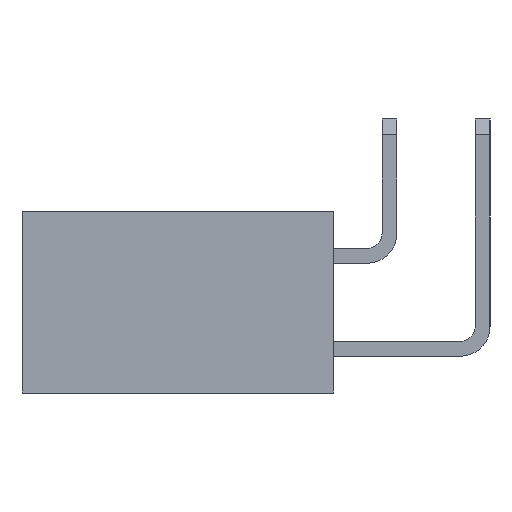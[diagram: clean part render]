
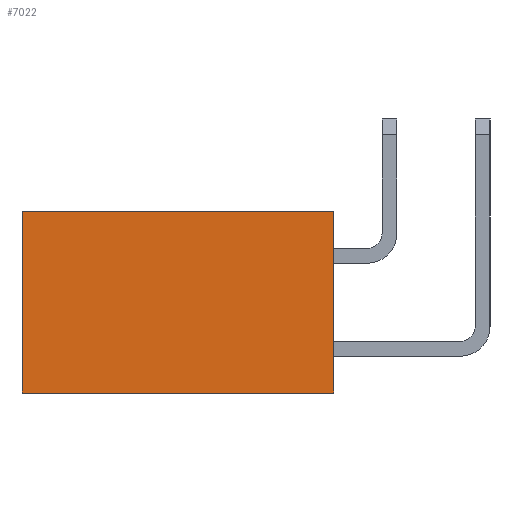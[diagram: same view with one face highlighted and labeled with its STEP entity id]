
A CAD part, left-side view. The second image highlights one B-rep face of the part: STEP entity #7022.
In plain terms, the highlighted planar face has unit normal (-1, 0, 0).
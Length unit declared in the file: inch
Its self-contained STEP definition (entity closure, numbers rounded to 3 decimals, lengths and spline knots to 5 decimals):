
#1827=ORIENTED_EDGE('',*,*,#3060,.T.);
#1828=ORIENTED_EDGE('',*,*,#2779,.F.);
#1829=ORIENTED_EDGE('',*,*,#3081,.F.);
#1830=ORIENTED_EDGE('',*,*,#2771,.T.);
#2771=EDGE_CURVE('',#3552,#3551,#4331,.T.);
#2779=EDGE_CURVE('',#3559,#3560,#4339,.T.);
#3060=EDGE_CURVE('',#3551,#3560,#4620,.T.);
#3081=EDGE_CURVE('',#3552,#3559,#4641,.T.);
#3551=VERTEX_POINT('',#10618);
#3552=VERTEX_POINT('',#10620);
#3559=VERTEX_POINT('',#10635);
#3560=VERTEX_POINT('',#10637);
#4331=LINE('',#10619,#5235);
#4339=LINE('',#10636,#5243);
#4620=LINE('',#11197,#5524);
#4641=LINE('',#11229,#5545);
#5235=VECTOR('',#8705,39.37008);
#5243=VECTOR('',#8715,39.37008);
#5524=VECTOR('',#9158,39.37008);
#5545=VECTOR('',#9201,39.37008);
#5906=EDGE_LOOP('',(#1827,#1828,#1829,#1830));
#6318=FACE_BOUND('',#5906,.T.);
#6670=PLANE('',#7481);
#7022=ADVANCED_FACE('',(#6318),#6670,.F.);
#7481=AXIS2_PLACEMENT_3D('',#11228,#9199,#9200);
#8705=DIRECTION('',(0.,-1.,0.));
#8715=DIRECTION('',(0.,-1.,0.));
#9158=DIRECTION('',(0.,0.,1.));
#9199=DIRECTION('',(1.,0.,0.));
#9200=DIRECTION('',(0.,0.,-1.));
#9201=DIRECTION('',(0.,0.,1.));
#10618=CARTESIAN_POINT('',(-0.51,0.,-0.0975));
#10619=CARTESIAN_POINT('',(-0.51,0.335,-0.0975));
#10620=CARTESIAN_POINT('',(-0.51,0.335,-0.0975));
#10635=CARTESIAN_POINT('',(-0.51,0.335,0.0975));
#10636=CARTESIAN_POINT('',(-0.51,0.335,0.0975));
#10637=CARTESIAN_POINT('',(-0.51,0.,0.0975));
#11197=CARTESIAN_POINT('',(-0.51,0.,-0.0975));
#11228=CARTESIAN_POINT('',(-0.51,0.335,-0.0975));
#11229=CARTESIAN_POINT('',(-0.51,0.335,-0.0975));
